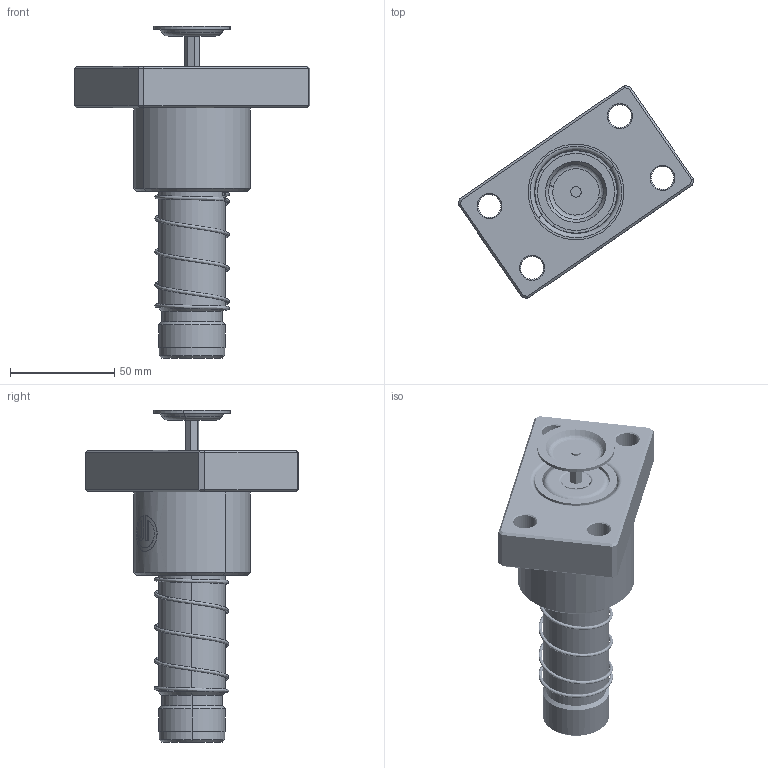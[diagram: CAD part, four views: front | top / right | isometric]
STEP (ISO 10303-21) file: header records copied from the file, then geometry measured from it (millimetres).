
FILE_DESCRIPTION (( 'STEP AP214' ), '1' );
FILE_NAME ('FMJH FMSH-D32-L140.STEP', '2021-09-16T07:31:42', ( '' ), ( '' ), 'SwSTEP 2.0', 'SolidWorks 2016', '' );
FILE_SCHEMA (( 'AUTOMOTIVE_DESIGN' ));
Length unit declared in the file: millimetre
Products named in the file (262): BALL-D4; GTM-3-縐种; SAB-32-1; BSH-D39.5-32.5-L60郪蚾; MGM-D32-L140; SAB-32; GTM-37郪蚾; GTM-M12蹟簽; GTM-37; BSH-39.5-32.5-L60; HWP-D35.7-d32.5-L50; FMJH FMSH-D32-L140
Assembly tree (254 placements, depth 3):
  BALL-D4
  BALL-D4
  BALL-D4
  BALL-D4
  BALL-D4
Bounding box: 112.99 x 102.22 x 159.36 mm (x, y, z)
Volume: 263156.9 mm3; surface area: 108413 mm2
Topology: 246 solids, 246 shells, 1145 faces, 4920 edges, 3279 vertices
Faces by surface type: sphere 952, plane 69, cylinder 56, cone 34, bspline 22, torus 12
Entity records: 53555 total; most frequent: CARTESIAN_POINT 31203, ORIENTED_EDGE 3938, DIRECTION 3382, EDGE_CURVE 1969, AXIS2_PLACEMENT_3D 1575, VERTEX_POINT 1299, EDGE_LOOP 1176, B_SPLINE_CURVE_WITH_KNOTS 1056
